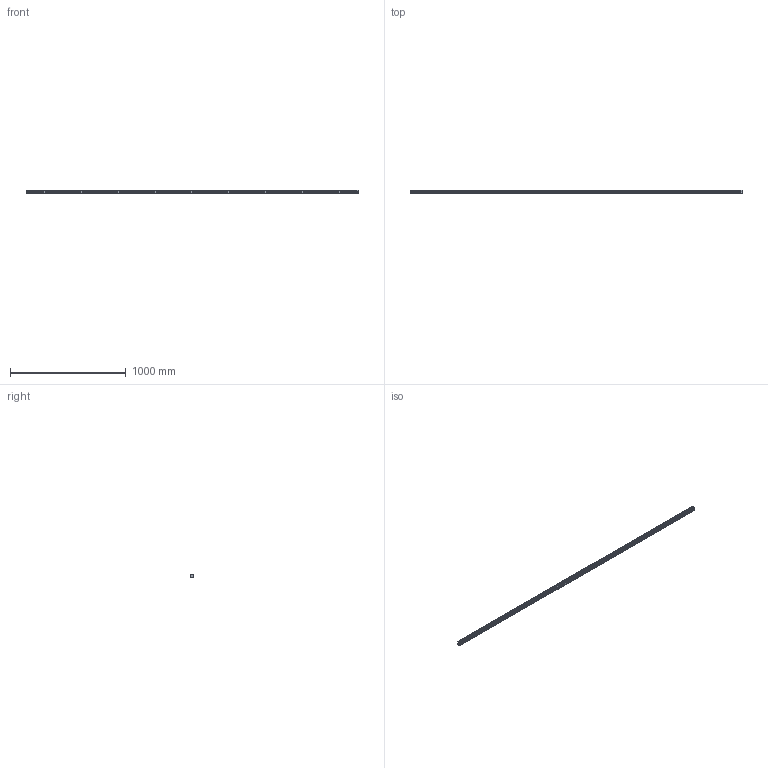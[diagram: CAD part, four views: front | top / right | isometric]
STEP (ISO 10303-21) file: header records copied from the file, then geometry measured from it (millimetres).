
FILE_DESCRIPTION (( 'STEP AP214' ), '1' );
FILE_NAME ('SHS35C1SS-2870L_G35_0_B-M6F_1374_0_0_0_1.STEP', '2021-06-22T11:11:18', ( '' ), ( '' ), 'SwSTEP 2.0', 'SolidWorks 2021', '' );
FILE_SCHEMA (( 'AUTOMOTIVE_DESIGN' ));
Length unit declared in the file: millimetre
Products named in the file (2): _SHS35C287035 Track; SHS35C1SS-2870L_G35_0_B-M6F_1374_0_0_0_1
Assembly tree (1 placements, depth 2):
  SHS35C1SS-2870L_G35_0_B-M6F_1374_0_0_0_1
    _SHS35C287035 Track
Bounding box: 2870 x 26 x 34 mm (x, y, z)
Volume: 2184680.9 mm3; surface area: 380694.6 mm2
Topology: 1 solids, 1 shells, 408 faces, 1218 edges, 812 vertices
Faces by surface type: cylinder 240, plane 168
Entity records: 14544 total; most frequent: CARTESIAN_POINT 3594, ORIENTED_EDGE 2436, DIRECTION 2234, EDGE_CURVE 1218, AXIS2_PLACEMENT_3D 892, VERTEX_POINT 812, EDGE_LOOP 480, CIRCLE 480
